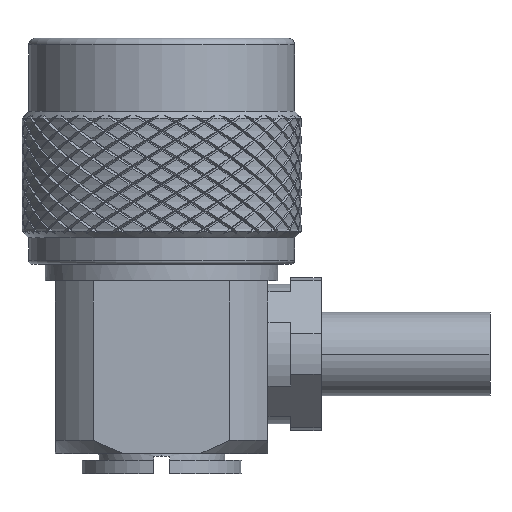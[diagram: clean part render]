
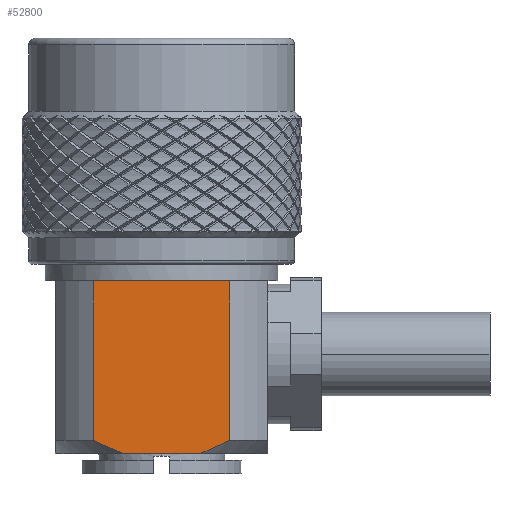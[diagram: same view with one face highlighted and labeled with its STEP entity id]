
A CAD part, left-side view. The second image highlights one B-rep face of the part: STEP entity #52800.
In plain terms, the highlighted planar face has unit normal (-1, 0, 0).
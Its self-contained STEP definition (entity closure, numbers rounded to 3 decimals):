
#703 = CARTESIAN_POINT ( 'NONE',  ( -8., 3.653, -12.736 ) ) ;
#2716 = ORIENTED_EDGE ( 'NONE', *, *, #96709, .T. ) ;
#4760 = LINE ( 'NONE', #78152, #23691 ) ;
#6901 = LINE ( 'NONE', #42991, #103391 ) ;
#6902 = FACE_OUTER_BOUND ( 'NONE', #39473, .T. ) ;
#8997 = CARTESIAN_POINT ( 'NONE',  ( -8., 5.123, -12. ) ) ;
#10502 = EDGE_CURVE ( 'NONE', #86640, #102506, #17155, .T. ) ;
#12951 = LINE ( 'NONE', #75736, #97262 ) ;
#14208 = DIRECTION ( 'NONE',  ( 0., 0., 1. ) ) ;
#17155 = LINE ( 'NONE', #102336, #105763 ) ;
#18952 = VERTEX_POINT ( 'NONE', #71444 ) ;
#19949 = VERTEX_POINT ( 'NONE', #81742 ) ;
#21705 = DIRECTION ( 'NONE',  ( 0., 1., 0. ) ) ;
#21858 = DIRECTION ( 'NONE',  ( 0., 0., 1. ) ) ;
#22402 = EDGE_CURVE ( 'NONE', #52047, #19949, #72362, .T. ) ;
#23178 = EDGE_CURVE ( 'NONE', #106804, #102506, #4760, .T. ) ;
#23691 = VECTOR ( 'NONE', #14208, 1000. ) ;
#23830 = CARTESIAN_POINT ( 'NONE',  ( -8., 5.123, -12. ) ) ;
#24614 = VERTEX_POINT ( 'NONE', #49770 ) ;
#26809 = CARTESIAN_POINT ( 'NONE',  ( -8., -2.872, -13. ) ) ;
#26982 = CARTESIAN_POINT ( 'NONE',  ( -8., 5.123, -13. ) ) ;
#27127 = CARTESIAN_POINT ( 'NONE',  ( -8., -2.872, -13. ) ) ;
#28526 = CARTESIAN_POINT ( 'NONE',  ( -8., 4.399, -12.391 ) ) ;
#36513 = AXIS2_PLACEMENT_3D ( 'NONE', #26982, #116381, #79103 ) ;
#37456 = ORIENTED_EDGE ( 'NONE', *, *, #10502, .T. ) ;
#39473 = EDGE_LOOP ( 'NONE', ( #50859, #66848, #51992, #87206, #2716, #37456, #94184, #72949 ) ) ;
#41222 = CARTESIAN_POINT ( 'NONE',  ( -8., 5.123, 0. ) ) ;
#41284 = EDGE_CURVE ( 'NONE', #52047, #97422, #74123, .T. ) ;
#42525 = VECTOR ( 'NONE', #62289, 1000. ) ;
#42991 = CARTESIAN_POINT ( 'NONE',  ( -8., 5.123, 0. ) ) ;
#43741 = CARTESIAN_POINT ( 'NONE',  ( -8., -3.653, -12.736 ) ) ;
#44924 = EDGE_CURVE ( 'NONE', #97422, #24614, #12951, .T. ) ;
#47115 = CARTESIAN_POINT ( 'NONE',  ( -8., 5.123, 0. ) ) ;
#49770 = CARTESIAN_POINT ( 'NONE',  ( -8., -5.123, 0. ) ) ;
#50859 = ORIENTED_EDGE ( 'NONE', *, *, #22402, .F. ) ;
#51992 = ORIENTED_EDGE ( 'NONE', *, *, #44924, .T. ) ;
#52047 = VERTEX_POINT ( 'NONE', #26809 ) ;
#52563 = B_SPLINE_CURVE_WITH_KNOTS ( 'NONE', 3,
 ( #8997, #28526, #703, #109613 ),
 .UNSPECIFIED., .F., .F.,
 ( 4, 4 ),
 ( 0., 0.002 ),
 .UNSPECIFIED. ) ;
#52800 = ADVANCED_FACE ( 'NONE', ( #6902 ), #80852, .F. ) ;
#62289 = DIRECTION ( 'NONE',  ( 0., 1., 0. ) ) ;
#66848 = ORIENTED_EDGE ( 'NONE', *, *, #41284, .T. ) ;
#71444 = CARTESIAN_POINT ( 'NONE',  ( -8., -3.544, 0. ) ) ;
#72362 = LINE ( 'NONE', #115596, #42525 ) ;
#72949 = ORIENTED_EDGE ( 'NONE', *, *, #104331, .T. ) ;
#74123 = B_SPLINE_CURVE_WITH_KNOTS ( 'NONE', 3,
 ( #27127, #43741, #107639, #89292 ),
 .UNSPECIFIED., .F., .F.,
 ( 4, 4 ),
 ( 0., 0.002 ),
 .UNSPECIFIED. ) ;
#75736 = CARTESIAN_POINT ( 'NONE',  ( -8., -5.123, -13. ) ) ;
#78152 = CARTESIAN_POINT ( 'NONE',  ( -8., 5.123, -13. ) ) ;
#79103 = DIRECTION ( 'NONE',  ( 0., 1., 0. ) ) ;
#80852 = PLANE ( 'NONE',  #36513 ) ;
#81742 = CARTESIAN_POINT ( 'NONE',  ( -8., 2.872, -13. ) ) ;
#86640 = VERTEX_POINT ( 'NONE', #91472 ) ;
#87206 = ORIENTED_EDGE ( 'NONE', *, *, #99749, .T. ) ;
#89292 = CARTESIAN_POINT ( 'NONE',  ( -8., -5.123, -12. ) ) ;
#91472 = CARTESIAN_POINT ( 'NONE',  ( -8., 3.544, 0. ) ) ;
#94015 = VECTOR ( 'NONE', #21705, 1000. ) ;
#94184 = ORIENTED_EDGE ( 'NONE', *, *, #23178, .F. ) ;
#94497 = LINE ( 'NONE', #41222, #94015 ) ;
#96709 = EDGE_CURVE ( 'NONE', #18952, #86640, #6901, .T. ) ;
#97262 = VECTOR ( 'NONE', #21858, 1000. ) ;
#97422 = VERTEX_POINT ( 'NONE', #106206 ) ;
#99749 = EDGE_CURVE ( 'NONE', #24614, #18952, #94497, .T. ) ;
#101760 = DIRECTION ( 'NONE',  ( 0., 1., 0. ) ) ;
#102336 = CARTESIAN_POINT ( 'NONE',  ( -8., 5.123, 0. ) ) ;
#102506 = VERTEX_POINT ( 'NONE', #47115 ) ;
#103391 = VECTOR ( 'NONE', #116379, 1000. ) ;
#104331 = EDGE_CURVE ( 'NONE', #106804, #19949, #52563, .T. ) ;
#105763 = VECTOR ( 'NONE', #101760, 1000. ) ;
#106206 = CARTESIAN_POINT ( 'NONE',  ( -8., -5.123, -12. ) ) ;
#106804 = VERTEX_POINT ( 'NONE', #23830 ) ;
#107639 = CARTESIAN_POINT ( 'NONE',  ( -8., -4.399, -12.391 ) ) ;
#109613 = CARTESIAN_POINT ( 'NONE',  ( -8., 2.872, -13. ) ) ;
#115596 = CARTESIAN_POINT ( 'NONE',  ( -8., 5.123, -13. ) ) ;
#116379 = DIRECTION ( 'NONE',  ( 0., 1., 0. ) ) ;
#116381 = DIRECTION ( 'NONE',  ( 1., 0., 0. ) ) ;
